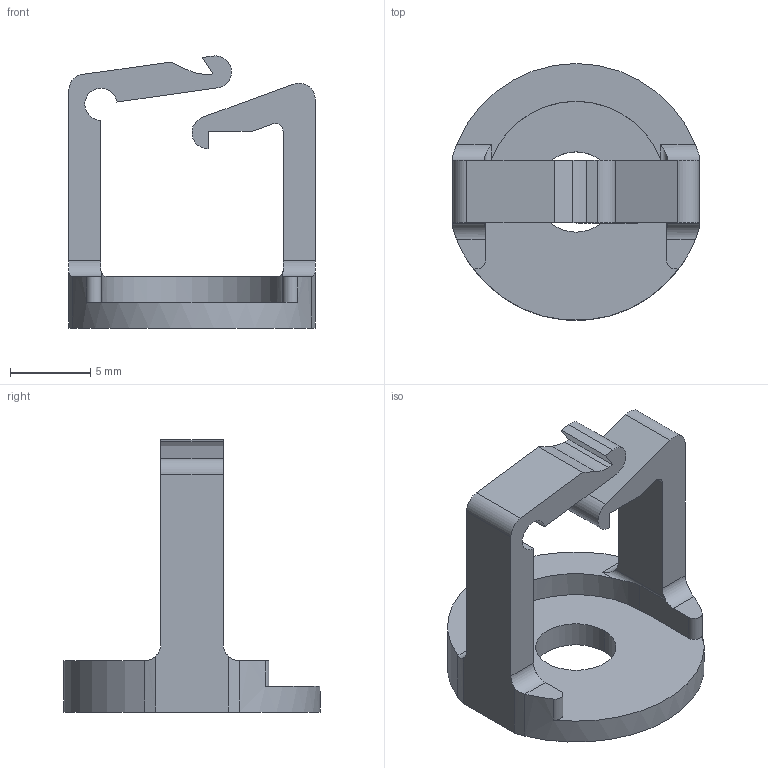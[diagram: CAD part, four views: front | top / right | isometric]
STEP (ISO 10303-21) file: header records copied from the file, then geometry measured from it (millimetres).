
FILE_DESCRIPTION (( 'STEP AP203' ), '1' );
FILE_NAME ('WCH050BK-WH.STEP', '2024-04-03T01:21:19', ( '' ), ( '' ), 'SwSTEP 2.0', 'SolidWorks 2021', '' );
FILE_SCHEMA (( 'CONFIG_CONTROL_DESIGN' ));
Length unit declared in the file: millimetre
Products named in the file (1): WCH050BK-WH
Bounding box: 15.35 x 16 x 16.96 mm (x, y, z)
Volume: 670.7 mm3; surface area: 1017.7 mm2
Topology: 1 solids, 1 shells, 49 faces, 139 edges, 92 vertices
Faces by surface type: plane 24, cylinder 21, bspline 4
Entity records: 1748 total; most frequent: CARTESIAN_POINT 393, ORIENTED_EDGE 278, DIRECTION 257, EDGE_CURVE 139, VERTEX_POINT 92, AXIS2_PLACEMENT_3D 88, LINE 81, VECTOR 81
